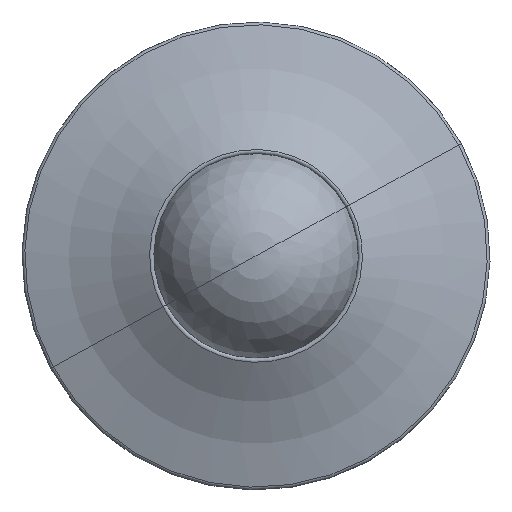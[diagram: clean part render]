
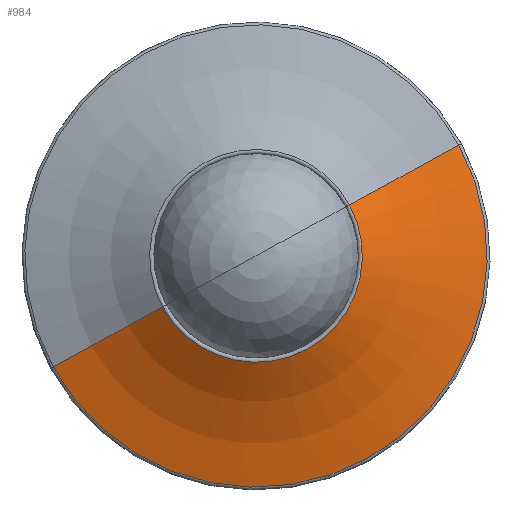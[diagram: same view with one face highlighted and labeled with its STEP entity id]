
A CAD part, top view. The second image highlights one B-rep face of the part: STEP entity #984.
In plain terms, the highlighted toroidal (fillet/blend) face has major radius 68.8 mm and minor radius 78.25 mm.
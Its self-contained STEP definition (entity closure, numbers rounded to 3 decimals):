
#931=AXIS2_PLACEMENT_3D('Torus Axis2P3D',#928,#929,#930) ;
#935=AXIS2_PLACEMENT_3D('Circle Axis2P3D',#933,#934,$) ;
#951=AXIS2_PLACEMENT_3D('Circle Axis2P3D',#949,#950,$) ;
#970=AXIS2_PLACEMENT_3D('Circle Axis2P3D',#968,#969,$) ;
#975=AXIS2_PLACEMENT_3D('Circle Axis2P3D',#973,#974,$) ;
#928=CARTESIAN_POINT('Axis2P3D Location',(0.,0.,92.4)) ;
#933=CARTESIAN_POINT('Axis2P3D Location',(-60.378,-32.984,92.4)) ;
#937=CARTESIAN_POINT('Vertex',(-46.782,-25.557,15.699)) ;
#939=CARTESIAN_POINT('Vertex',(-21.529,-11.761,27.875)) ;
#946=CARTESIAN_POINT('Vertex',(21.529,11.761,27.875)) ;
#949=CARTESIAN_POINT('Axis2P3D Location',(60.378,32.984,92.4)) ;
#953=CARTESIAN_POINT('Vertex',(46.782,25.557,15.699)) ;
#968=CARTESIAN_POINT('Axis2P3D Location',(0.,0.,27.875)) ;
#973=CARTESIAN_POINT('Axis2P3D Location',(0.,0.,15.699)) ;
#929=DIRECTION('Axis2P3D Direction',(0.,0.,1.)) ;
#930=DIRECTION('Axis2P3D XDirection',(-0.878,-0.479,0.)) ;
#934=DIRECTION('Axis2P3D Direction',(-0.479,0.878,0.)) ;
#950=DIRECTION('Axis2P3D Direction',(0.479,-0.878,0.)) ;
#969=DIRECTION('Axis2P3D Direction',(0.,0.,1.)) ;
#974=DIRECTION('Axis2P3D Direction',(0.,0.,1.)) ;
#979=ORIENTED_EDGE('',*,*,#955,.T.) ;
#980=ORIENTED_EDGE('',*,*,#972,.F.) ;
#981=ORIENTED_EDGE('',*,*,#941,.F.) ;
#982=ORIENTED_EDGE('',*,*,#977,.T.) ;
#984=ADVANCED_FACE('01-PM-1-1-02-003-A02-221208_3D_COVER_8.1\\PartBody',(#983),#932,.F.) ;
#936=CIRCLE('generated circle',#935,78.25) ;
#952=CIRCLE('generated circle',#951,78.25) ;
#971=CIRCLE('generated circle',#970,24.532) ;
#976=CIRCLE('generated circle',#975,53.308) ;
#932=DEGENERATE_TOROIDAL_SURFACE('homeo Torus',#931,68.8,78.25,.T.) ;
#941=EDGE_CURVE('',#938,#940,#936,.F.) ;
#955=EDGE_CURVE('',#954,#947,#952,.F.) ;
#972=EDGE_CURVE('',#940,#947,#971,.T.) ;
#977=EDGE_CURVE('',#938,#954,#976,.T.) ;
#978=EDGE_LOOP('',(#979,#980,#981,#982)) ;
#983=FACE_OUTER_BOUND('',#978,.T.) ;
#938=VERTEX_POINT('',#937) ;
#940=VERTEX_POINT('',#939) ;
#947=VERTEX_POINT('',#946) ;
#954=VERTEX_POINT('',#953) ;
